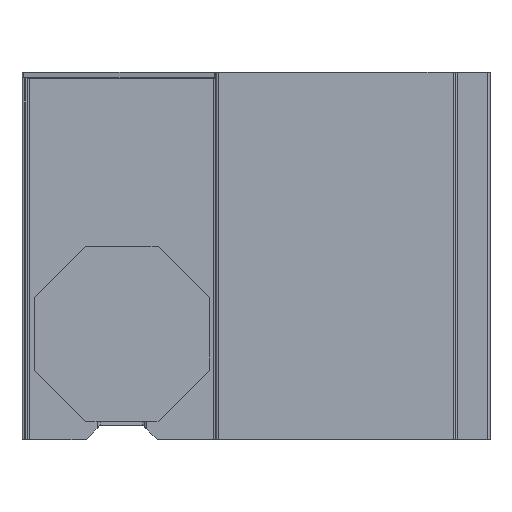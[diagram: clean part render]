
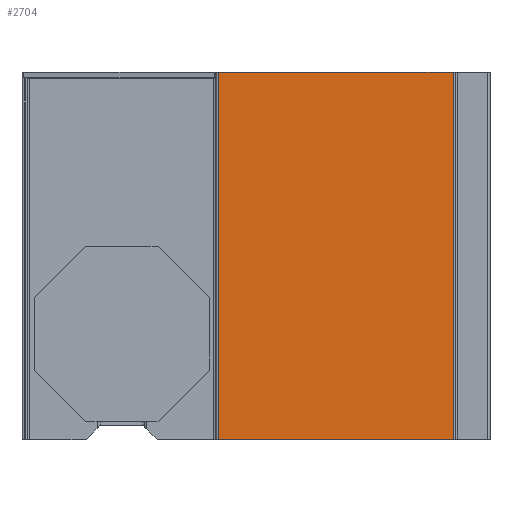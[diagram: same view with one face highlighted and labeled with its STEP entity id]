
A CAD part, top view. The second image highlights one B-rep face of the part: STEP entity #2704.
In plain terms, the highlighted planar face has unit normal (0, 0, 1).
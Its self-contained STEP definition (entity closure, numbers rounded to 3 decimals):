
#924 = VERTEX_POINT('',#925);
#925 = CARTESIAN_POINT('',(-1.8,100.5,3.));
#932 = EDGE_CURVE('',#924,#933,#935,.T.);
#933 = VERTEX_POINT('',#934);
#934 = CARTESIAN_POINT('',(126.8,100.5,3.));
#935 = LINE('',#936,#937);
#936 = CARTESIAN_POINT('',(-3.,100.5,3.));
#937 = VECTOR('',#938,1.);
#938 = DIRECTION('',(1.,0.,0.));
#1102 = VERTEX_POINT('',#1103);
#1103 = CARTESIAN_POINT('',(-1.8,-100.5,3.));
#1110 = EDGE_CURVE('',#1102,#1111,#1113,.T.);
#1111 = VERTEX_POINT('',#1112);
#1112 = CARTESIAN_POINT('',(126.8,-100.5,3.));
#1113 = LINE('',#1114,#1115);
#1114 = CARTESIAN_POINT('',(-3.,-100.5,3.));
#1115 = VECTOR('',#1116,1.);
#1116 = DIRECTION('',(1.,0.,0.));
#2677 = EDGE_CURVE('',#924,#1102,#2678,.T.);
#2678 = LINE('',#2679,#2680);
#2679 = CARTESIAN_POINT('',(-1.8,100.5,3.));
#2680 = VECTOR('',#2681,1.);
#2681 = DIRECTION('',(0.,-1.,0.));
#2704 = ADVANCED_FACE('',(#2705),#2716,.T.);
#2705 = FACE_BOUND('',#2706,.T.);
#2706 = EDGE_LOOP('',(#2707,#2708,#2709,#2710));
#2707 = ORIENTED_EDGE('',*,*,#932,.F.);
#2708 = ORIENTED_EDGE('',*,*,#2677,.T.);
#2709 = ORIENTED_EDGE('',*,*,#1110,.T.);
#2710 = ORIENTED_EDGE('',*,*,#2711,.F.);
#2711 = EDGE_CURVE('',#933,#1111,#2712,.T.);
#2712 = LINE('',#2713,#2714);
#2713 = CARTESIAN_POINT('',(126.8,100.5,3.));
#2714 = VECTOR('',#2715,1.);
#2715 = DIRECTION('',(0.,-1.,0.));
#2716 = PLANE('',#2717);
#2717 = AXIS2_PLACEMENT_3D('',#2718,#2719,#2720);
#2718 = CARTESIAN_POINT('',(-3.,100.5,3.));
#2719 = DIRECTION('',(0.,0.,1.));
#2720 = DIRECTION('',(1.,0.,0.));
